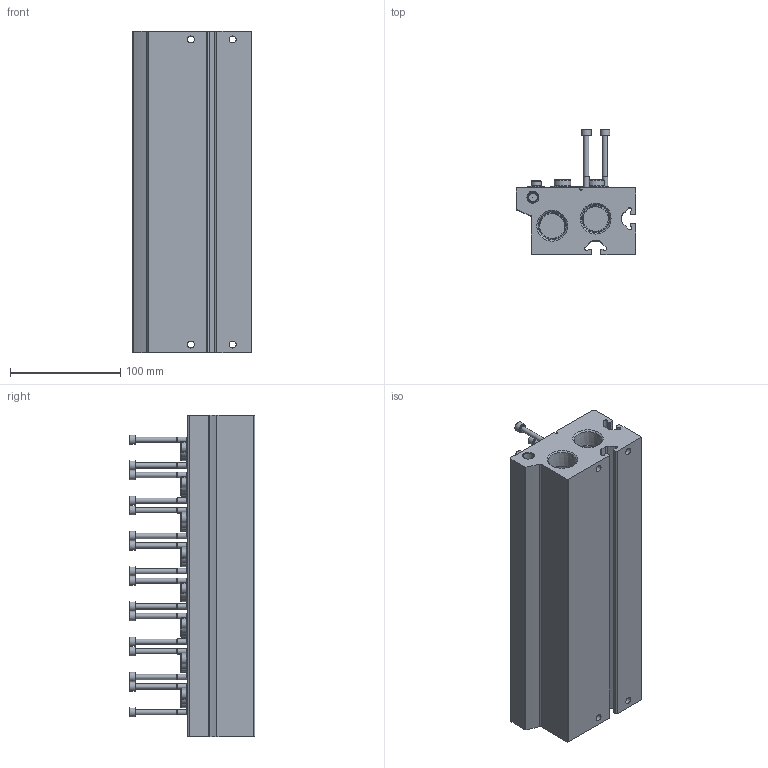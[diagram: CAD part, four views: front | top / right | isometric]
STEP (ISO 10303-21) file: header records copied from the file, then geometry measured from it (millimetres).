
FILE_DESCRIPTION(/* description */ ('STEP AP214'),/* implementation_level */ '2;1');
FILE_NAME(/* name */ '8026410_VABM-B10-30E-N34-8-P3',/* time_stamp */ '2024-09-15T23:15:31+02:00',/* author */ ('License CC BY-ND 4.0'),/* organization */ ('CADENAS'),/* preprocessor_version */ 'ST-DEVELOPER v19.3',/* originating_system */ 'PARTsolutions',/* authorisation */ ' ');
FILE_SCHEMA (('AUTOMOTIVE_DESIGN {1 0 10303 214 3 1 1}'));
Length unit declared in the file: millimetre
Products named in the file (7): 8026410 VABM-B10-30E-N34-8-P3; 8026410 VABM-B10-30E-N34-8-P3---(M); 1841579 VUVS-G38-2---(S); 2191444 F-M5x60-10.9; 1354302 VUVS-G18---(S); 31786 B-3/4-NPT---(Plug); 173985 B-1/8-NPT---(Plug)
Assembly tree (36 placements, depth 2):
  8026410 VABM-B10-30E-N34-8-P3
    8026410 VABM-B10-30E-N34-8-P3---(M)
    1841579 VUVS-G38-2---(S)  x8
    2191444 F-M5x60-10.9  x16
    1354302 VUVS-G18---(S)  x8
    31786 B-3/4-NPT---(Plug)  x2
    173985 B-1/8-NPT---(Plug)
Bounding box: 108.2 x 113.9 x 292 mm (x, y, z)
Volume: 1435488.9 mm3; surface area: 254019 mm2
Topology: 36 solids, 36 shells, 1406 faces, 3374 edges, 2135 vertices
Faces by surface type: plane 667, cylinder 408, cone 267, torus 64
Full cylindrical faces by diameter (mm): 3.5 x1, 4.134 x20, 4.366 x1, 4.75 x16, 5 x16, 5.5 x8, 6 x8, 6.3 x4, 8.2 x1, 8.5 x16, 8.9 x8, 9 x16, 10.8 x8, 12 x16, 14.288 x2, 15 x8, 15.1 x16, 18.1 x16, 22.8 x2
Entity records: 11306 total; most frequent: CARTESIAN_POINT 2231, DIRECTION 1897, ORIENTED_EDGE 1528, EDGE_CURVE 764, AXIS2_PLACEMENT_3D 758, FACE_BOUND 658, EDGE_LOOP 635, VERTEX_POINT 594
